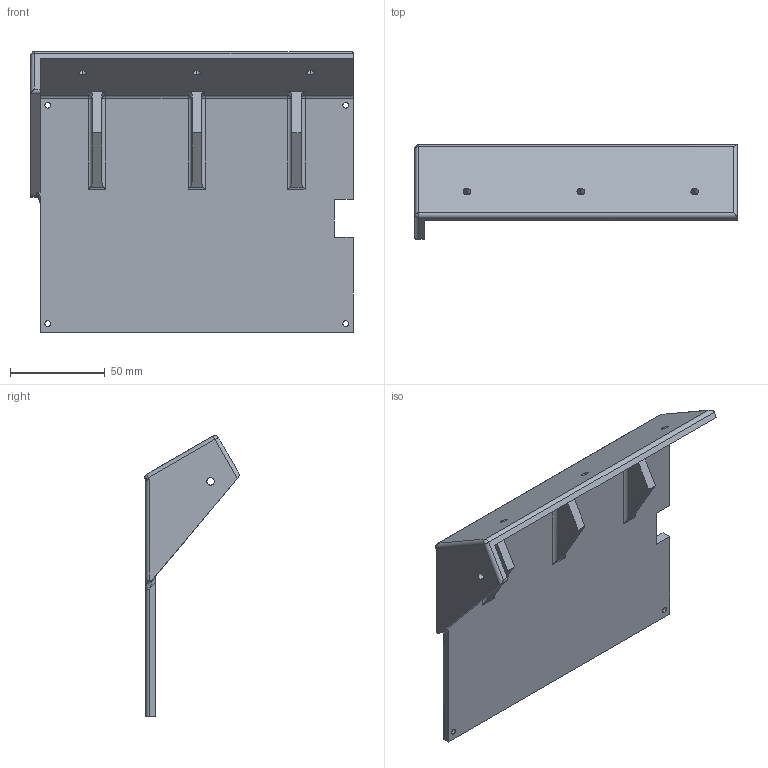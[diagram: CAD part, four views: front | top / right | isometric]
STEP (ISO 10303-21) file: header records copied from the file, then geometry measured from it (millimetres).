
FILE_DESCRIPTION (( 'STEP AP214' ), '1' );
FILE_NAME ('screen mount.STEP', '2025-04-18T08:23:44', ( '' ), ( '' ), 'SwSTEP 2.0', 'SolidWorks 2024', '' );
FILE_SCHEMA (( 'AUTOMOTIVE_DESIGN' ));
Length unit declared in the file: millimetre
Products named in the file (1): screen mount
Bounding box: 169.9 x 49.73 x 147.85 mm (x, y, z)
Volume: 153587.8 mm3; surface area: 64746.5 mm2
Topology: 1 solids, 1 shells, 83 faces, 221 edges, 133 vertices
Faces by surface type: cylinder 46, plane 28, sphere 8, bspline 1
Entity records: 2615 total; most frequent: CARTESIAN_POINT 553, DIRECTION 428, ORIENTED_EDGE 428, EDGE_CURVE 214, AXIS2_PLACEMENT_3D 152, VERTEX_POINT 133, LINE 124, VECTOR 124
